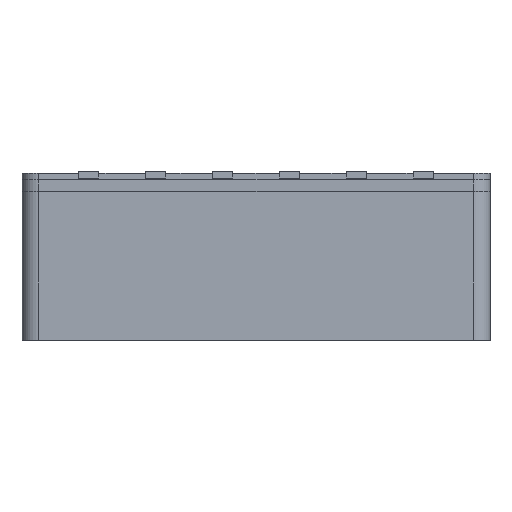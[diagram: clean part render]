
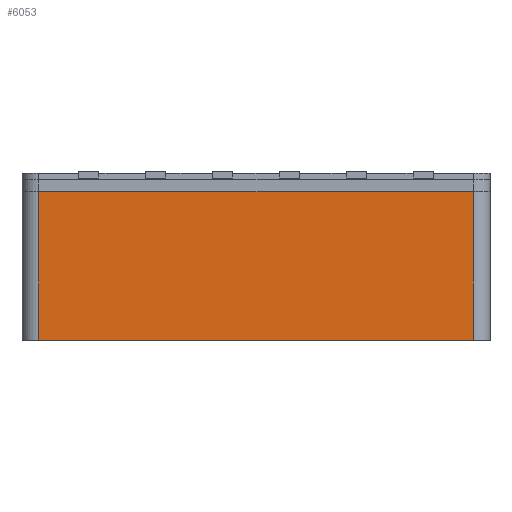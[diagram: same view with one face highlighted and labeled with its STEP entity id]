
A CAD part, top view. The second image highlights one B-rep face of the part: STEP entity #6053.
In plain terms, the highlighted planar face has unit normal (0, 0, 1).
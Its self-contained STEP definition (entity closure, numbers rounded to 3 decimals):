
#209 = CARTESIAN_POINT ( 'NONE',  ( 0., 0., 0.4 ) ) ;
#419 = CARTESIAN_POINT ( 'NONE',  ( -13., 2.225, 0.4 ) ) ;
#494 = EDGE_LOOP ( 'NONE', ( #4921, #6412, #7678, #5760 ) ) ;
#1565 = EDGE_CURVE ( 'NONE', #3355, #6205, #3915, .T. ) ;
#1778 = AXIS2_PLACEMENT_3D ( 'NONE', #3256, #2567, #8030 ) ;
#1872 = LINE ( 'NONE', #8534, #2402 ) ;
#2080 = VECTOR ( 'NONE', #5197, 1000. ) ;
#2170 = EDGE_CURVE ( 'NONE', #6205, #8333, #7428, .T. ) ;
#2402 = VECTOR ( 'NONE', #3112, 1000. ) ;
#2567 = DIRECTION ( 'NONE',  ( 0., 0., 1. ) ) ;
#3112 = DIRECTION ( 'NONE',  ( 0., -1., 0. ) ) ;
#3256 = CARTESIAN_POINT ( 'NONE',  ( -6.5, 2.225, 0.4 ) ) ;
#3355 = VERTEX_POINT ( 'NONE', #6415 ) ;
#3451 = CARTESIAN_POINT ( 'NONE',  ( -6.5, 4.45, 0.4 ) ) ;
#3915 = LINE ( 'NONE', #419, #2080 ) ;
#4921 = ORIENTED_EDGE ( 'NONE', *, *, #5320, .F. ) ;
#5081 = VECTOR ( 'NONE', #6357, 1000. ) ;
#5175 = LINE ( 'NONE', #3451, #6997 ) ;
#5197 = DIRECTION ( 'NONE',  ( 0., -1., 0. ) ) ;
#5320 = EDGE_CURVE ( 'NONE', #8223, #8333, #1872, .T. ) ;
#5717 = FACE_OUTER_BOUND ( 'NONE', #494, .T. ) ;
#5760 = ORIENTED_EDGE ( 'NONE', *, *, #2170, .T. ) ;
#6053 = ADVANCED_FACE ( 'NONE', ( #5717 ), #8062, .T. ) ;
#6150 = EDGE_CURVE ( 'NONE', #8223, #3355, #5175, .T. ) ;
#6188 = CARTESIAN_POINT ( 'NONE',  ( 0., 4.45, 0.4 ) ) ;
#6205 = VERTEX_POINT ( 'NONE', #8222 ) ;
#6357 = DIRECTION ( 'NONE',  ( 1., 0., 0. ) ) ;
#6412 = ORIENTED_EDGE ( 'NONE', *, *, #6150, .T. ) ;
#6415 = CARTESIAN_POINT ( 'NONE',  ( -13., 4.45, 0.4 ) ) ;
#6867 = DIRECTION ( 'NONE',  ( -1., 0., 0. ) ) ;
#6997 = VECTOR ( 'NONE', #6867, 1000. ) ;
#7069 = CARTESIAN_POINT ( 'NONE',  ( -6.5, 0., 0.4 ) ) ;
#7428 = LINE ( 'NONE', #7069, #5081 ) ;
#7678 = ORIENTED_EDGE ( 'NONE', *, *, #1565, .T. ) ;
#8030 = DIRECTION ( 'NONE',  ( 1., 0., 0. ) ) ;
#8062 = PLANE ( 'NONE',  #1778 ) ;
#8222 = CARTESIAN_POINT ( 'NONE',  ( -13., 0., 0.4 ) ) ;
#8223 = VERTEX_POINT ( 'NONE', #6188 ) ;
#8333 = VERTEX_POINT ( 'NONE', #209 ) ;
#8534 = CARTESIAN_POINT ( 'NONE',  ( 0., 5.1, 0.4 ) ) ;
